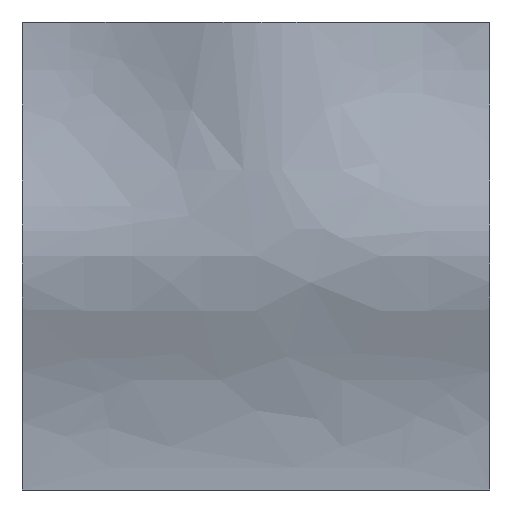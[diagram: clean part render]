
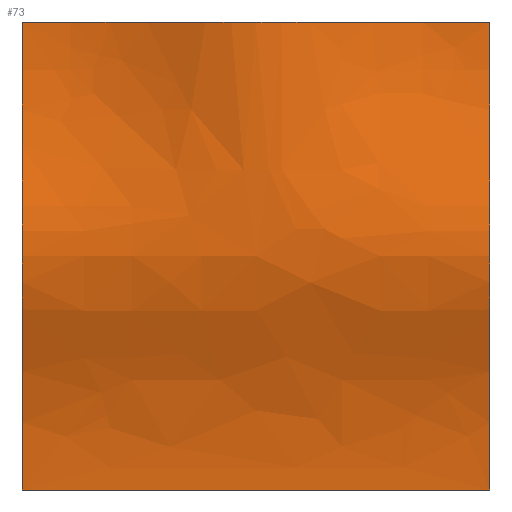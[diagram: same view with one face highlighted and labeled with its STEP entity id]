
A CAD part, top view. The second image highlights one B-rep face of the part: STEP entity #73.
In plain terms, the highlighted free-form (B-spline) face has degree [3, 3] with [6, 6] control points.
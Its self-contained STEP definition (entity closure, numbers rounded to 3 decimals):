
#1 = CARTESIAN_POINT ( 'NONE',  ( -25., 25., 0. ) ) ;
#3 = CARTESIAN_POINT ( 'NONE',  ( -25., 25., 0. ) ) ;
#6 = ORIENTED_EDGE ( 'NONE', *, *, #87, .F. ) ;
#7 = CARTESIAN_POINT ( 'NONE',  ( -25., -25., 0. ) ) ;
#8 = CARTESIAN_POINT ( 'NONE',  ( -25., -25., 0. ) ) ;
#9 = CARTESIAN_POINT ( 'NONE',  ( -25., -5., 5. ) ) ;
#10 = CARTESIAN_POINT ( 'NONE',  ( 5., -25., 0. ) ) ;
#13 = CARTESIAN_POINT ( 'NONE',  ( -15., 25., 0. ) ) ;
#16 = CARTESIAN_POINT ( 'NONE',  ( -15., 15., 0. ) ) ;
#20 = CARTESIAN_POINT ( 'NONE',  ( -5., 5., 5. ) ) ;
#21 = CARTESIAN_POINT ( 'NONE',  ( 25., 5., 5. ) ) ;
#23 = CARTESIAN_POINT ( 'NONE',  ( 15., 25., 0. ) ) ;
#24 = EDGE_CURVE ( 'NONE', #151, #107, #113, .T. ) ;
#29 = B_SPLINE_CURVE_WITH_KNOTS ( 'NONE', 3,
 ( #47, #88, #74, #156, #138, #31 ),
 .UNSPECIFIED., .F., .F.,
 ( 4, 1, 1, 4 ),
 ( 0., 0.333, 0.667, 1. ),
 .UNSPECIFIED. ) ;
#30 = CARTESIAN_POINT ( 'NONE',  ( 25., 5., 5. ) ) ;
#31 = CARTESIAN_POINT ( 'NONE',  ( -25., -25., 0. ) ) ;
#32 = CARTESIAN_POINT ( 'NONE',  ( -25., 5., 5. ) ) ;
#35 = ORIENTED_EDGE ( 'NONE', *, *, #24, .F. ) ;
#37 = EDGE_LOOP ( 'NONE', ( #98, #66, #35, #6 ) ) ;
#38 = CARTESIAN_POINT ( 'NONE',  ( -15., -5., 5. ) ) ;
#40 = CARTESIAN_POINT ( 'NONE',  ( 25., 25., 0. ) ) ;
#41 = CARTESIAN_POINT ( 'NONE',  ( 25., -5., 5. ) ) ;
#43 = VERTEX_POINT ( 'NONE', #141 ) ;
#47 = CARTESIAN_POINT ( 'NONE',  ( 25., -25., 0. ) ) ;
#51 = CARTESIAN_POINT ( 'NONE',  ( 25., 15., 0. ) ) ;
#53 = CARTESIAN_POINT ( 'NONE',  ( -15., -25., 0. ) ) ;
#56 = EDGE_CURVE ( 'NONE', #43, #107, #65, .T. ) ;
#58 = CARTESIAN_POINT ( 'NONE',  ( 25., -25., 0. ) ) ;
#59 = CARTESIAN_POINT ( 'NONE',  ( 5., 15., 5. ) ) ;
#61 = FACE_OUTER_BOUND ( 'NONE', #37, .T. ) ;
#62 = B_SPLINE_SURFACE_WITH_KNOTS ( 'NONE', 3, 3, ( 
 ( #128, #79, #10, #159, #53, #7 ),
 ( #130, #108, #144, #104, #64, #161 ),
 ( #41, #96, #67, #170, #38, #119 ),
 ( #21, #94, #149, #20, #78, #168 ),
 ( #51, #147, #59, #165, #16, #114 ),
 ( #115, #139, #86, #124, #100, #1 ) ),
 .UNSPECIFIED., .F., .F., .F.,
 ( 4, 1, 1, 4 ),
 ( 4, 1, 1, 4 ),
 ( 0., 0.333, 0.667, 1. ),
 ( 0., 0.333, 0.667, 1. ),
 .UNSPECIFIED. ) ;
#64 = CARTESIAN_POINT ( 'NONE',  ( -15., -15., 0. ) ) ;
#65 = B_SPLINE_CURVE_WITH_KNOTS ( 'NONE', 3,
 ( #40, #23, #82, #133, #13, #3 ),
 .UNSPECIFIED., .F., .F.,
 ( 4, 1, 1, 4 ),
 ( 0., 0.333, 0.667, 1. ),
 .UNSPECIFIED. ) ;
#66 = ORIENTED_EDGE ( 'NONE', *, *, #56, .T. ) ;
#67 = CARTESIAN_POINT ( 'NONE',  ( 5., -5., 5. ) ) ;
#69 = CARTESIAN_POINT ( 'NONE',  ( 25., 15., 0. ) ) ;
#72 = CARTESIAN_POINT ( 'NONE',  ( 25., -5., 5. ) ) ;
#73 = ADVANCED_FACE ( 'NONE', ( #61 ), #62, .T. ) ;
#74 = CARTESIAN_POINT ( 'NONE',  ( 5., -25., 0. ) ) ;
#78 = CARTESIAN_POINT ( 'NONE',  ( -15., 5., 5. ) ) ;
#79 = CARTESIAN_POINT ( 'NONE',  ( 15., -25., 0. ) ) ;
#82 = CARTESIAN_POINT ( 'NONE',  ( 5., 25., 5. ) ) ;
#86 = CARTESIAN_POINT ( 'NONE',  ( 5., 25., 5. ) ) ;
#87 = EDGE_CURVE ( 'NONE', #167, #151, #29, .T. ) ;
#88 = CARTESIAN_POINT ( 'NONE',  ( 15., -25., 0. ) ) ;
#89 = CARTESIAN_POINT ( 'NONE',  ( -25., 25., 0. ) ) ;
#93 = CARTESIAN_POINT ( 'NONE',  ( -25., -15., 0. ) ) ;
#94 = CARTESIAN_POINT ( 'NONE',  ( 15., 5., 5. ) ) ;
#96 = CARTESIAN_POINT ( 'NONE',  ( 15., -5., 5. ) ) ;
#98 = ORIENTED_EDGE ( 'NONE', *, *, #146, .T. ) ;
#100 = CARTESIAN_POINT ( 'NONE',  ( -15., 25., 0. ) ) ;
#104 = CARTESIAN_POINT ( 'NONE',  ( -5., -15., 0. ) ) ;
#105 = B_SPLINE_CURVE_WITH_KNOTS ( 'NONE', 3,
 ( #58, #155, #72, #30, #69, #145 ),
 .UNSPECIFIED., .F., .F.,
 ( 4, 1, 1, 4 ),
 ( 0., 0.333, 0.667, 1. ),
 .UNSPECIFIED. ) ;
#107 = VERTEX_POINT ( 'NONE', #164 ) ;
#108 = CARTESIAN_POINT ( 'NONE',  ( 15., -15., 0. ) ) ;
#113 = B_SPLINE_CURVE_WITH_KNOTS ( 'NONE', 3,
 ( #116, #93, #9, #32, #121, #89 ),
 .UNSPECIFIED., .F., .F.,
 ( 4, 1, 1, 4 ),
 ( 0., 0.333, 0.667, 1. ),
 .UNSPECIFIED. ) ;
#114 = CARTESIAN_POINT ( 'NONE',  ( -25., 15., 0. ) ) ;
#115 = CARTESIAN_POINT ( 'NONE',  ( 25., 25., 0. ) ) ;
#116 = CARTESIAN_POINT ( 'NONE',  ( -25., -25., 0. ) ) ;
#119 = CARTESIAN_POINT ( 'NONE',  ( -25., -5., 5. ) ) ;
#121 = CARTESIAN_POINT ( 'NONE',  ( -25., 15., 0. ) ) ;
#124 = CARTESIAN_POINT ( 'NONE',  ( -5., 25., 5. ) ) ;
#128 = CARTESIAN_POINT ( 'NONE',  ( 25., -25., 0. ) ) ;
#129 = CARTESIAN_POINT ( 'NONE',  ( 25., -25., 0. ) ) ;
#130 = CARTESIAN_POINT ( 'NONE',  ( 25., -15., 0. ) ) ;
#133 = CARTESIAN_POINT ( 'NONE',  ( -5., 25., 5. ) ) ;
#138 = CARTESIAN_POINT ( 'NONE',  ( -15., -25., 0. ) ) ;
#139 = CARTESIAN_POINT ( 'NONE',  ( 15., 25., 0. ) ) ;
#141 = CARTESIAN_POINT ( 'NONE',  ( 25., 25., 0. ) ) ;
#144 = CARTESIAN_POINT ( 'NONE',  ( 5., -15., 0. ) ) ;
#145 = CARTESIAN_POINT ( 'NONE',  ( 25., 25., 0. ) ) ;
#146 = EDGE_CURVE ( 'NONE', #167, #43, #105, .T. ) ;
#147 = CARTESIAN_POINT ( 'NONE',  ( 15., 15., 0. ) ) ;
#149 = CARTESIAN_POINT ( 'NONE',  ( 5., 5., 5. ) ) ;
#151 = VERTEX_POINT ( 'NONE', #8 ) ;
#155 = CARTESIAN_POINT ( 'NONE',  ( 25., -15., 0. ) ) ;
#156 = CARTESIAN_POINT ( 'NONE',  ( -5., -25., 0. ) ) ;
#159 = CARTESIAN_POINT ( 'NONE',  ( -5., -25., 0. ) ) ;
#161 = CARTESIAN_POINT ( 'NONE',  ( -25., -15., 0. ) ) ;
#164 = CARTESIAN_POINT ( 'NONE',  ( -25., 25., 0. ) ) ;
#165 = CARTESIAN_POINT ( 'NONE',  ( -5., 15., 5. ) ) ;
#167 = VERTEX_POINT ( 'NONE', #129 ) ;
#168 = CARTESIAN_POINT ( 'NONE',  ( -25., 5., 5. ) ) ;
#170 = CARTESIAN_POINT ( 'NONE',  ( -5., -5., 5. ) ) ;
